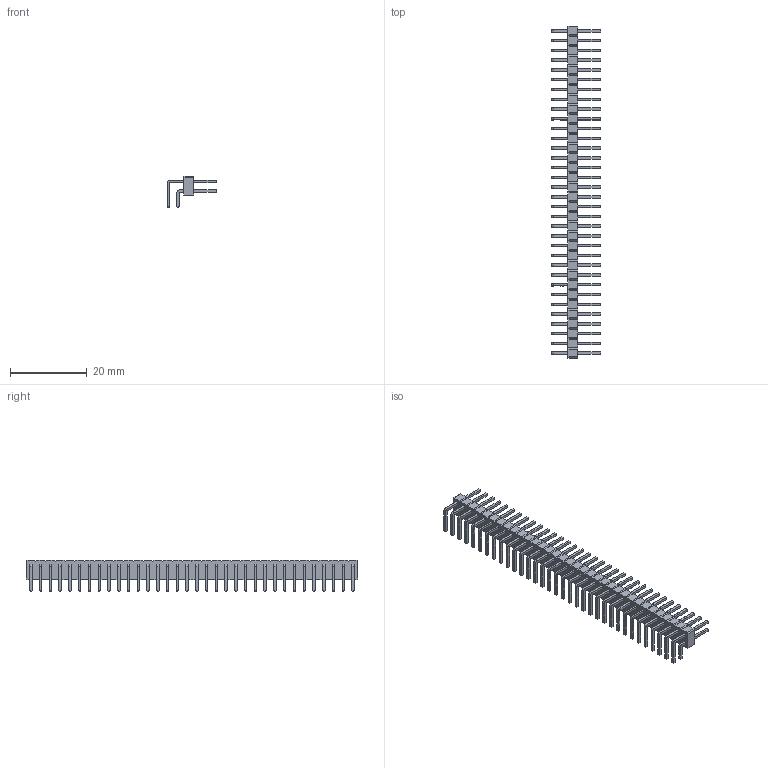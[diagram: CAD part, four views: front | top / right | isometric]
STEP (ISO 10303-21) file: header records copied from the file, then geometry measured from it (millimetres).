
FILE_DESCRIPTION(/* description */ ('model of PinHeader_2x34_P2.54mm_Horizontal'),/* implementation_level */ '2;1');
FILE_NAME(/* name */ 'PinHeader_2x34_P2.54mm_Horizontal.step',/* time_stamp */ '2017-12-02T03:15:27',/* author */ ('kicad StepUp','ksu'),/* organization */ ('FreeCAD'),/* preprocessor_version */ 'OCC',/* originating_system */ 'kicad StepUp',/* authorisation */ '');
FILE_SCHEMA(('AUTOMOTIVE_DESIGN_CC2 { 1 2 10303 214 -1 1 5 4 }'));
Length unit declared in the file: millimetre
Products named in the file (1): PinHeader_2x34_P254mm_Horizontal
Bounding box: 12.9 x 86.36 x 8.08 mm (x, y, z)
Volume: 1494.2 mm3; surface area: 3795.7 mm2
Topology: 1 solids, 1 shells, 1636 faces, 3950 edges, 2452 vertices
Faces by surface type: plane 1568, cylinder 68
Entity records: 57523 total; most frequent: CARTESIAN_POINT 8039, ORIENTED_EDGE 7900, DIRECTION 7360, EDGE_CURVE 3950, LINE 3814, VECTOR 3814, VERTEX_POINT 2452, AXIS2_PLACEMENT_3D 1773
